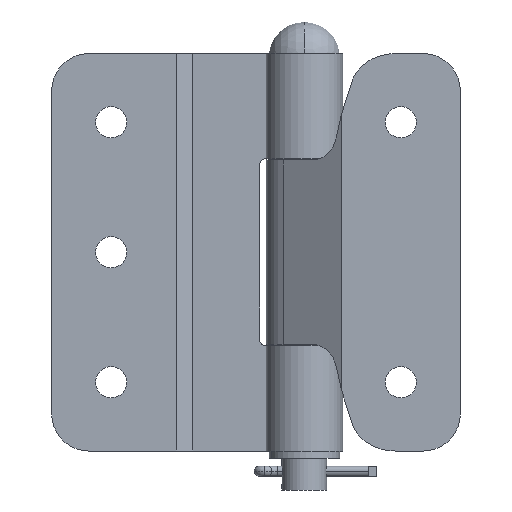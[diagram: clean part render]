
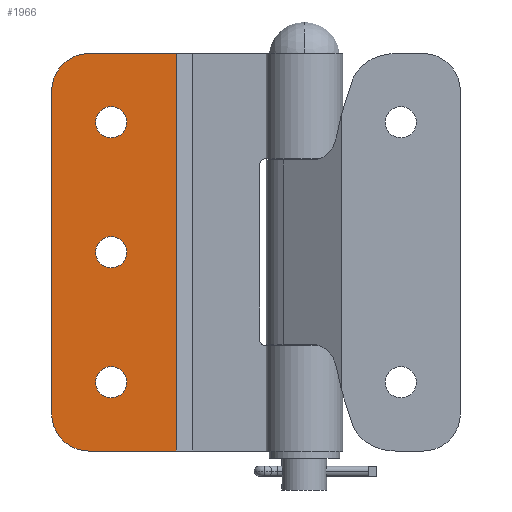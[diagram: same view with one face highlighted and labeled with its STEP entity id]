
A CAD part, left-side view. The second image highlights one B-rep face of the part: STEP entity #1966.
In plain terms, the highlighted face is planar.
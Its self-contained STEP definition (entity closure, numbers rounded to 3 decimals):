
#35 = EDGE_LOOP ( 'NONE', ( #2760, #2762 ) ) ;
#36 = EDGE_LOOP ( 'NONE', ( #2759, #2765 ) ) ;
#37 = EDGE_LOOP ( 'NONE', ( #2761, #2774 ) ) ;
#38 = EDGE_LOOP ( 'NONE', ( #2766, #2772, #2771, #2770, #2769, #2775 ) ) ;
#762 = PLANE ( 'NONE',  #2468 ) ;
#763 = CARTESIAN_POINT ( 'NONE',  ( 34.5, 4., 53.5 ) ) ;
#764 = DIRECTION ( 'NONE',  ( 0., 1., 0. ) ) ;
#765 = DIRECTION ( 'NONE',  ( 0., 0., 1. ) ) ;
#916 = CIRCLE ( 'NONE', #920, 10. ) ;
#918 = CIRCLE ( 'NONE', #923, 4.2 ) ;
#920 = AXIS2_PLACEMENT_3D ( 'NONE', #3786, #3787, #3788 ) ;
#921 = CIRCLE ( 'NONE', #922, 10. ) ;
#922 = AXIS2_PLACEMENT_3D ( 'NONE', #3789, #3790, #3791 ) ;
#923 = AXIS2_PLACEMENT_3D ( 'NONE', #3792, #3793, #3794 ) ;
#924 = CIRCLE ( 'NONE', #928, 4.2 ) ;
#925 = VECTOR ( 'NONE', #3796, 1000. ) ;
#926 = VECTOR ( 'NONE', #3798, 1000. ) ;
#928 = AXIS2_PLACEMENT_3D ( 'NONE', #3801, #3802, #3803 ) ;
#929 = CIRCLE ( 'NONE', #930, 4.2 ) ;
#930 = AXIS2_PLACEMENT_3D ( 'NONE', #3804, #3805, #3806 ) ;
#933 = VECTOR ( 'NONE', #3812, 1000. ) ;
#1211 = CARTESIAN_POINT ( 'NONE',  ( 52., 4., 35. ) ) ;
#1212 = DIRECTION ( 'NONE',  ( 0., 1., 0. ) ) ;
#1213 = DIRECTION ( 'NONE',  ( 0., 0., 1. ) ) ;
#1227 = CARTESIAN_POINT ( 'NONE',  ( 52., 4., 0. ) ) ;
#1228 = DIRECTION ( 'NONE',  ( 0., 1., 0. ) ) ;
#1229 = DIRECTION ( 'NONE',  ( 0., 0., 1. ) ) ;
#1242 = CARTESIAN_POINT ( 'NONE',  ( 52., 4., -35. ) ) ;
#1243 = DIRECTION ( 'NONE',  ( 0., 1., 0. ) ) ;
#1244 = DIRECTION ( 'NONE',  ( 0., 0., 1. ) ) ;
#1453 = CARTESIAN_POINT ( 'NONE',  ( 52., 4., 30.8 ) ) ;
#1454 = CARTESIAN_POINT ( 'NONE',  ( 52., 4., 39.2 ) ) ;
#1457 = CARTESIAN_POINT ( 'NONE',  ( 52., 4., -4.2 ) ) ;
#1458 = CARTESIAN_POINT ( 'NONE',  ( 52., 4., 4.2 ) ) ;
#1461 = CARTESIAN_POINT ( 'NONE',  ( 52., 4., -39.2 ) ) ;
#1462 = CARTESIAN_POINT ( 'NONE',  ( 52., 4., -30.8 ) ) ;
#1487 = CARTESIAN_POINT ( 'NONE',  ( 34.5, 4., 53.5 ) ) ;
#1488 = CARTESIAN_POINT ( 'NONE',  ( 58., 4., 53.5 ) ) ;
#1496 = CARTESIAN_POINT ( 'NONE',  ( 58., 4., -53.5 ) ) ;
#1497 = CARTESIAN_POINT ( 'NONE',  ( 34.5, 4., -53.5 ) ) ;
#1500 = CARTESIAN_POINT ( 'NONE',  ( 68., 4., 43.5 ) ) ;
#1501 = CARTESIAN_POINT ( 'NONE',  ( 68., 4., -43.5 ) ) ;
#1681 = EDGE_CURVE ( 'NONE', #2999, #3000, #3090, .T. ) ;
#1696 = EDGE_CURVE ( 'NONE', #3008, #3013, #916, .T. ) ;
#1697 = EDGE_CURVE ( 'NONE', #3012, #3000, #921, .T. ) ;
#1698 = EDGE_CURVE ( 'NONE', #2974, #2973, #918, .T. ) ;
#1699 = EDGE_CURVE ( 'NONE', #3012, #3013, #3099, .T. ) ;
#1700 = EDGE_CURVE ( 'NONE', #2999, #3009, #3100, .T. ) ;
#1702 = EDGE_CURVE ( 'NONE', #2970, #2969, #924, .T. ) ;
#1703 = EDGE_CURVE ( 'NONE', #2966, #2965, #929, .T. ) ;
#1706 = EDGE_CURVE ( 'NONE', #3009, #3008, #3104, .T. ) ;
#1966 = ADVANCED_FACE ( 'NONE', ( #3253, #3254, #3255, #3256 ), #762, .F. ) ;
#2044 = EDGE_CURVE ( 'NONE', #2965, #2966, #2142, .T. ) ;
#2050 = EDGE_CURVE ( 'NONE', #2969, #2970, #2149, .T. ) ;
#2056 = EDGE_CURVE ( 'NONE', #2973, #2974, #2157, .T. ) ;
#2142 = CIRCLE ( 'NONE', #2144, 4.2 ) ;
#2144 = AXIS2_PLACEMENT_3D ( 'NONE', #1211, #1212, #1213 ) ;
#2149 = CIRCLE ( 'NONE', #2151, 4.2 ) ;
#2151 = AXIS2_PLACEMENT_3D ( 'NONE', #1227, #1228, #1229 ) ;
#2157 = CIRCLE ( 'NONE', #2161, 4.2 ) ;
#2161 = AXIS2_PLACEMENT_3D ( 'NONE', #1242, #1243, #1244 ) ;
#2468 = AXIS2_PLACEMENT_3D ( 'NONE', #763, #764, #765 ) ;
#2591 = VECTOR ( 'NONE', #3754, 1000. ) ;
#2759 = ORIENTED_EDGE ( 'NONE', *, *, #1702, .T. ) ;
#2760 = ORIENTED_EDGE ( 'NONE', *, *, #1703, .T. ) ;
#2761 = ORIENTED_EDGE ( 'NONE', *, *, #1698, .T. ) ;
#2762 = ORIENTED_EDGE ( 'NONE', *, *, #2044, .T. ) ;
#2765 = ORIENTED_EDGE ( 'NONE', *, *, #2050, .T. ) ;
#2766 = ORIENTED_EDGE ( 'NONE', *, *, #1699, .F. ) ;
#2769 = ORIENTED_EDGE ( 'NONE', *, *, #1706, .T. ) ;
#2770 = ORIENTED_EDGE ( 'NONE', *, *, #1700, .T. ) ;
#2771 = ORIENTED_EDGE ( 'NONE', *, *, #1681, .F. ) ;
#2772 = ORIENTED_EDGE ( 'NONE', *, *, #1697, .T. ) ;
#2774 = ORIENTED_EDGE ( 'NONE', *, *, #2056, .T. ) ;
#2775 = ORIENTED_EDGE ( 'NONE', *, *, #1696, .T. ) ;
#2965 = VERTEX_POINT ( 'NONE', #1453 ) ;
#2966 = VERTEX_POINT ( 'NONE', #1454 ) ;
#2969 = VERTEX_POINT ( 'NONE', #1457 ) ;
#2970 = VERTEX_POINT ( 'NONE', #1458 ) ;
#2973 = VERTEX_POINT ( 'NONE', #1461 ) ;
#2974 = VERTEX_POINT ( 'NONE', #1462 ) ;
#2999 = VERTEX_POINT ( 'NONE', #1487 ) ;
#3000 = VERTEX_POINT ( 'NONE', #1488 ) ;
#3008 = VERTEX_POINT ( 'NONE', #1496 ) ;
#3009 = VERTEX_POINT ( 'NONE', #1497 ) ;
#3012 = VERTEX_POINT ( 'NONE', #1500 ) ;
#3013 = VERTEX_POINT ( 'NONE', #1501 ) ;
#3090 = LINE ( 'NONE', #3753, #2591 ) ;
#3099 = LINE ( 'NONE', #3795, #925 ) ;
#3100 = LINE ( 'NONE', #3797, #926 ) ;
#3104 = LINE ( 'NONE', #3811, #933 ) ;
#3253 = FACE_BOUND ( 'NONE', #35, .T. ) ;
#3254 = FACE_BOUND ( 'NONE', #36, .T. ) ;
#3255 = FACE_BOUND ( 'NONE', #37, .T. ) ;
#3256 = FACE_OUTER_BOUND ( 'NONE', #38, .T. ) ;
#3753 = CARTESIAN_POINT ( 'NONE',  ( 34.5, 4., 53.5 ) ) ;
#3754 = DIRECTION ( 'NONE',  ( 1., 0., 0. ) ) ;
#3786 = CARTESIAN_POINT ( 'NONE',  ( 58., 4., -43.5 ) ) ;
#3787 = DIRECTION ( 'NONE',  ( 0., -1., 0. ) ) ;
#3788 = DIRECTION ( 'NONE',  ( 0., 0., 1. ) ) ;
#3789 = CARTESIAN_POINT ( 'NONE',  ( 58., 4., 43.5 ) ) ;
#3790 = DIRECTION ( 'NONE',  ( 0., -1., 0. ) ) ;
#3791 = DIRECTION ( 'NONE',  ( 0., 0., 1. ) ) ;
#3792 = CARTESIAN_POINT ( 'NONE',  ( 52., 4., -35. ) ) ;
#3793 = DIRECTION ( 'NONE',  ( 0., 1., 0. ) ) ;
#3794 = DIRECTION ( 'NONE',  ( 0., 0., 1. ) ) ;
#3795 = CARTESIAN_POINT ( 'NONE',  ( 68., 4., 53.5 ) ) ;
#3796 = DIRECTION ( 'NONE',  ( 0., 0., -1. ) ) ;
#3797 = CARTESIAN_POINT ( 'NONE',  ( 34.5, 4., 53.5 ) ) ;
#3798 = DIRECTION ( 'NONE',  ( 0., 0., -1. ) ) ;
#3801 = CARTESIAN_POINT ( 'NONE',  ( 52., 4., 0. ) ) ;
#3802 = DIRECTION ( 'NONE',  ( 0., 1., 0. ) ) ;
#3803 = DIRECTION ( 'NONE',  ( 0., 0., 1. ) ) ;
#3804 = CARTESIAN_POINT ( 'NONE',  ( 52., 4., 35. ) ) ;
#3805 = DIRECTION ( 'NONE',  ( 0., 1., 0. ) ) ;
#3806 = DIRECTION ( 'NONE',  ( 0., 0., 1. ) ) ;
#3811 = CARTESIAN_POINT ( 'NONE',  ( 34.5, 4., -53.5 ) ) ;
#3812 = DIRECTION ( 'NONE',  ( 1., 0., 0. ) ) ;
